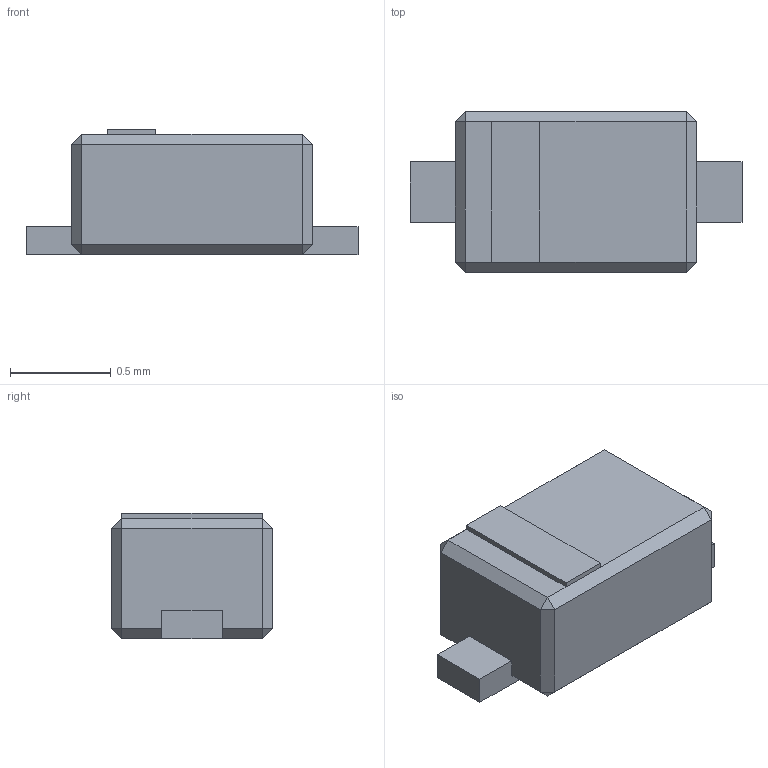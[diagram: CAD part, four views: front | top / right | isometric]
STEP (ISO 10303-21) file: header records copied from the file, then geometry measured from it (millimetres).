
FILE_DESCRIPTION(('Open CASCADE Model'),'2;1');
FILE_NAME('Open CASCADE Shape Model','2025-01-15T13:06:02',('Author'),('Open CASCADE'),'Open CASCADE STEP processor 7.7','Open CASCADE 7.7','Unknown');
FILE_SCHEMA(('AUTOMOTIVE_DESIGN { 1 0 10303 214 1 1 1 1 }'));
Length unit declared in the file: millimetre
Products named in the file (1): SOD1709X65
Bounding box: 1.65 x 0.8 x 0.62 mm (x, y, z)
Volume: 0.6 mm3; surface area: 4.5 mm2
Topology: 1 solids, 1 shells, 46 faces, 96 edges, 52 vertices
Faces by surface type: plane 46
Entity records: 884 total; most frequent: ORIENTED_EDGE 144, CARTESIAN_POINT 127, EDGE_CURVE 96, LINE 80, VERTEX_POINT 52, DIRECTION 48, ADVANCED_FACE 46, FACE_BOUND 46
